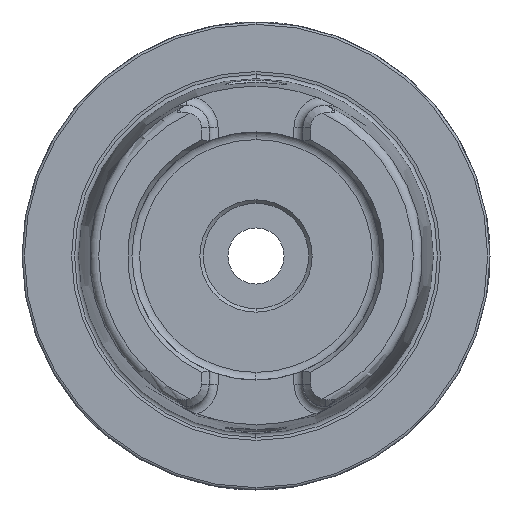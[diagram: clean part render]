
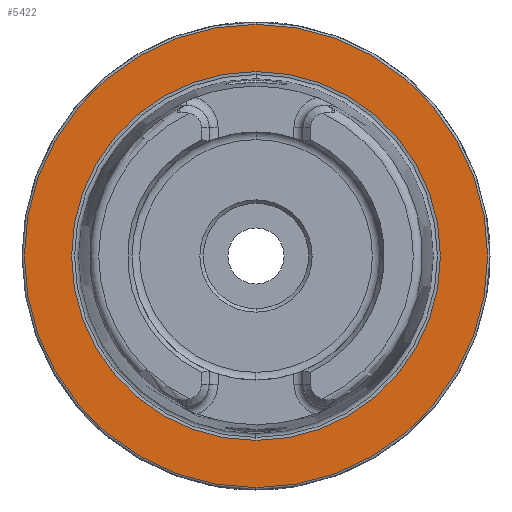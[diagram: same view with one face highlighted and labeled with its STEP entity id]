
A CAD part, left-side view. The second image highlights one B-rep face of the part: STEP entity #5422.
In plain terms, the highlighted planar face has unit normal (-1, 0, 0).
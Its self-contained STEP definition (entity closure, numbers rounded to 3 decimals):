
#158 = DIRECTION ( 'NONE',  ( -1., 0., 0. ) ) ;
#519 = CARTESIAN_POINT ( 'NONE',  ( 0., 0., 0. ) ) ;
#788 = EDGE_CURVE ( 'NONE', #6774, #4454, #9101, .T. ) ;
#1069 = PLANE ( 'NONE',  #7986 ) ;
#1091 = AXIS2_PLACEMENT_3D ( 'NONE', #519, #5783, #1260 ) ;
#1095 = ORIENTED_EDGE ( 'NONE', *, *, #3568, .T. ) ;
#1260 = DIRECTION ( 'NONE',  ( 0., 0., 1. ) ) ;
#1336 = EDGE_LOOP ( 'NONE', ( #1095, #1971 ) ) ;
#1746 = CARTESIAN_POINT ( 'NONE',  ( 0., 0., -39.405 ) ) ;
#1834 = DIRECTION ( 'NONE',  ( 1., 0., 0. ) ) ;
#1960 = CARTESIAN_POINT ( 'NONE',  ( 0., 0., 49.5 ) ) ;
#1971 = ORIENTED_EDGE ( 'NONE', *, *, #9418, .T. ) ;
#2886 = FACE_BOUND ( 'NONE', #4594, .T. ) ;
#3216 = DIRECTION ( 'NONE',  ( -1., 0., 0. ) ) ;
#3568 = EDGE_CURVE ( 'NONE', #4597, #6326, #5494, .T. ) ;
#3599 = ORIENTED_EDGE ( 'NONE', *, *, #5014, .F. ) ;
#3858 = DIRECTION ( 'NONE',  ( -1., 0., 0. ) ) ;
#4454 = VERTEX_POINT ( 'NONE', #8502 ) ;
#4594 = EDGE_LOOP ( 'NONE', ( #3599, #8611 ) ) ;
#4597 = VERTEX_POINT ( 'NONE', #1960 ) ;
#4670 = CARTESIAN_POINT ( 'NONE',  ( 0., 0., 0. ) ) ;
#5014 = EDGE_CURVE ( 'NONE', #4454, #6774, #9704, .T. ) ;
#5277 = CIRCLE ( 'NONE', #8525, 49.5 ) ;
#5420 = DIRECTION ( 'NONE',  ( 0., 0., 1. ) ) ;
#5422 = ADVANCED_FACE ( 'NONE', ( #2886, #8637 ), #1069, .F. ) ;
#5494 = CIRCLE ( 'NONE', #1091, 49.5 ) ;
#5783 = DIRECTION ( 'NONE',  ( -1., 0., 0. ) ) ;
#6326 = VERTEX_POINT ( 'NONE', #6344 ) ;
#6344 = CARTESIAN_POINT ( 'NONE',  ( 0., 0., -49.5 ) ) ;
#6774 = VERTEX_POINT ( 'NONE', #1746 ) ;
#7087 = DIRECTION ( 'NONE',  ( 0., 0., -1. ) ) ;
#7722 = CARTESIAN_POINT ( 'NONE',  ( 0., 0., 0. ) ) ;
#7986 = AXIS2_PLACEMENT_3D ( 'NONE', #9326, #1834, #7087 ) ;
#8373 = CARTESIAN_POINT ( 'NONE',  ( 0., 0., 0. ) ) ;
#8484 = DIRECTION ( 'NONE',  ( 0., 0., 1. ) ) ;
#8502 = CARTESIAN_POINT ( 'NONE',  ( 0., 0., 39.405 ) ) ;
#8525 = AXIS2_PLACEMENT_3D ( 'NONE', #4670, #158, #5420 ) ;
#8551 = AXIS2_PLACEMENT_3D ( 'NONE', #7722, #3216, #8484 ) ;
#8611 = ORIENTED_EDGE ( 'NONE', *, *, #788, .F. ) ;
#8635 = AXIS2_PLACEMENT_3D ( 'NONE', #8373, #3858, #9102 ) ;
#8637 = FACE_OUTER_BOUND ( 'NONE', #1336, .T. ) ;
#9101 = CIRCLE ( 'NONE', #8635, 39.405 ) ;
#9102 = DIRECTION ( 'NONE',  ( 0., 0., 1. ) ) ;
#9326 = CARTESIAN_POINT ( 'NONE',  ( 0., 49.5, 0. ) ) ;
#9418 = EDGE_CURVE ( 'NONE', #6326, #4597, #5277, .T. ) ;
#9704 = CIRCLE ( 'NONE', #8551, 39.405 ) ;
